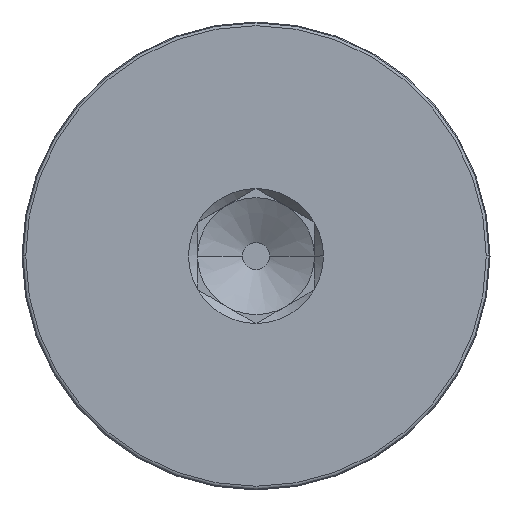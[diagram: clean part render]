
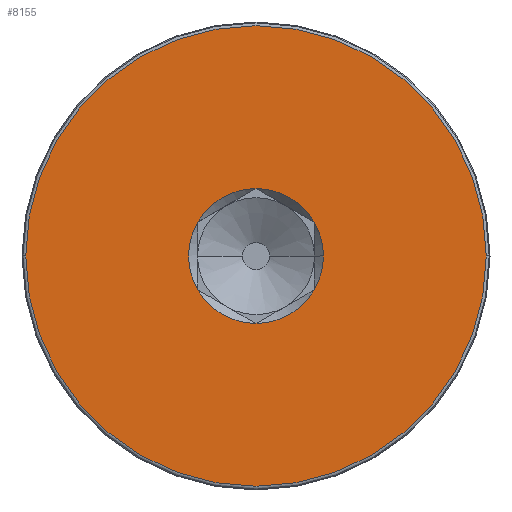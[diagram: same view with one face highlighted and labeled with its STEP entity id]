
A CAD part, top view. The second image highlights one B-rep face of the part: STEP entity #8155.
In plain terms, the highlighted planar face has unit normal (0, 0, 1).
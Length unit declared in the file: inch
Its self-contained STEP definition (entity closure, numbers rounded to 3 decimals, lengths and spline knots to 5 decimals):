
#45 = VERTEX_POINT ( 'NONE', #301 ) ;
#89 = EDGE_CURVE ( 'NONE', #45, #957, #467, .T. ) ;
#301 = CARTESIAN_POINT ( 'NONE',  ( 0., -0.03608, 0.083 ) ) ;
#454 = ORIENTED_EDGE ( 'NONE', *, *, #89, .F. ) ;
#467 = CIRCLE ( 'NONE', #468, 0.03608 ) ;
#468 = AXIS2_PLACEMENT_3D ( 'NONE', #469, #470, #473 ) ;
#469 = CARTESIAN_POINT ( 'NONE',  ( 0., 0., 0.083 ) ) ;
#470 = DIRECTION ( 'NONE',  ( 0., 0., 1. ) ) ;
#473 = DIRECTION ( 'NONE',  ( 1., 0., 0. ) ) ;
#957 = VERTEX_POINT ( 'NONE', #1050 ) ;
#1039 = CIRCLE ( 'NONE', #1040, 0.03608 ) ;
#1040 = AXIS2_PLACEMENT_3D ( 'NONE', #1041, #1042, #1043 ) ;
#1041 = CARTESIAN_POINT ( 'NONE',  ( 0., 0., 0.083 ) ) ;
#1042 = DIRECTION ( 'NONE',  ( 0., 0., 1. ) ) ;
#1043 = DIRECTION ( 'NONE',  ( 1., 0., 0. ) ) ;
#1050 = CARTESIAN_POINT ( 'NONE',  ( 0.03125, -0.01804, 0.083 ) ) ;
#1142 = EDGE_CURVE ( 'NONE', #957, #8684, #1252, .T. ) ;
#1252 = CIRCLE ( 'NONE', #1253, 0.03608 ) ;
#1253 = AXIS2_PLACEMENT_3D ( 'NONE', #1254, #1255, #1256 ) ;
#1254 = CARTESIAN_POINT ( 'NONE',  ( 0., 0., 0.083 ) ) ;
#1255 = DIRECTION ( 'NONE',  ( 0., 0., 1. ) ) ;
#1256 = DIRECTION ( 'NONE',  ( 1., 0., 0. ) ) ;
#2311 = CARTESIAN_POINT ( 'NONE',  ( 0.03125, 0.01804, 0.083 ) ) ;
#2434 = CARTESIAN_POINT ( 'NONE',  ( 0., 0.03608, 0.083 ) ) ;
#2543 = CIRCLE ( 'NONE', #2544, 0.03608 ) ;
#2544 = AXIS2_PLACEMENT_3D ( 'NONE', #2545, #2546, #2547 ) ;
#2545 = CARTESIAN_POINT ( 'NONE',  ( 0., 0., 0.083 ) ) ;
#2546 = DIRECTION ( 'NONE',  ( 0., 0., 1. ) ) ;
#2547 = DIRECTION ( 'NONE',  ( 1., 0., 0. ) ) ;
#2612 = VERTEX_POINT ( 'NONE', #2311 ) ;
#3103 = CARTESIAN_POINT ( 'NONE',  ( -0.03125, -0.01804, 0.083 ) ) ;
#3585 = CIRCLE ( 'NONE', #3586, 0.03608 ) ;
#3586 = AXIS2_PLACEMENT_3D ( 'NONE', #3587, #3588, #3589 ) ;
#3587 = CARTESIAN_POINT ( 'NONE',  ( 0., 0., 0.083 ) ) ;
#3588 = DIRECTION ( 'NONE',  ( 0., 0., 1. ) ) ;
#3589 = DIRECTION ( 'NONE',  ( 1., 0., 0. ) ) ;
#3770 = CARTESIAN_POINT ( 'NONE',  ( 0.03608, 0., 0.083 ) ) ;
#4202 = FACE_BOUND ( 'NONE', #8125, .T. ) ;
#4203 = FACE_OUTER_BOUND ( 'NONE', #5860, .T. ) ;
#4204 = PLANE ( 'NONE',  #4205 ) ;
#4205 = AXIS2_PLACEMENT_3D ( 'NONE', #4206, #4207, #4208 ) ;
#4206 = CARTESIAN_POINT ( 'NONE',  ( 0., 0., 0.083 ) ) ;
#4207 = DIRECTION ( 'NONE',  ( 0., 0., 1. ) ) ;
#4208 = DIRECTION ( 'NONE',  ( 1., 0., 0. ) ) ;
#4472 = EDGE_CURVE ( 'NONE', #8352, #8219, #4584, .T. ) ;
#4584 = CIRCLE ( 'NONE', #4585, 0.12311 ) ;
#4585 = AXIS2_PLACEMENT_3D ( 'NONE', #4586, #4587, #4588 ) ;
#4586 = CARTESIAN_POINT ( 'NONE',  ( 0., 0., 0.083 ) ) ;
#4587 = DIRECTION ( 'NONE',  ( 0., 0., 1. ) ) ;
#4588 = DIRECTION ( 'NONE',  ( 1., 0., 0. ) ) ;
#4721 = CARTESIAN_POINT ( 'NONE',  ( 0.12311, 0., 0.083 ) ) ;
#4836 = ORIENTED_EDGE ( 'NONE', *, *, #4472, .T. ) ;
#4875 = CIRCLE ( 'NONE', #4876, 0.12311 ) ;
#4876 = AXIS2_PLACEMENT_3D ( 'NONE', #4877, #4878, #4879 ) ;
#4877 = CARTESIAN_POINT ( 'NONE',  ( 0., 0., 0.083 ) ) ;
#4878 = DIRECTION ( 'NONE',  ( 0., 0., 1. ) ) ;
#4879 = DIRECTION ( 'NONE',  ( 1., 0., 0. ) ) ;
#5342 = ORIENTED_EDGE ( 'NONE', *, *, #8250, .T. ) ;
#5385 = CARTESIAN_POINT ( 'NONE',  ( -0.12311, 0., 0.083 ) ) ;
#5681 = CIRCLE ( 'NONE', #5682, 0.03608 ) ;
#5682 = AXIS2_PLACEMENT_3D ( 'NONE', #5683, #5684, #5685 ) ;
#5683 = CARTESIAN_POINT ( 'NONE',  ( 0., 0., 0.083 ) ) ;
#5684 = DIRECTION ( 'NONE',  ( 0., 0., 1. ) ) ;
#5685 = DIRECTION ( 'NONE',  ( 1., 0., 0. ) ) ;
#5860 = EDGE_LOOP ( 'NONE', ( #5342, #4836 ) ) ;
#6549 = CARTESIAN_POINT ( 'NONE',  ( -0.03125, 0.01804, 0.083 ) ) ;
#6686 = CIRCLE ( 'NONE', #6690, 0.03608 ) ;
#6690 = AXIS2_PLACEMENT_3D ( 'NONE', #6691, #6692, #6693 ) ;
#6691 = CARTESIAN_POINT ( 'NONE',  ( 0., 0., 0.083 ) ) ;
#6692 = DIRECTION ( 'NONE',  ( 0., 0., 1. ) ) ;
#6693 = DIRECTION ( 'NONE',  ( 1., 0., 0. ) ) ;
#7752 = EDGE_CURVE ( 'NONE', #8684, #2612, #1039, .T. ) ;
#7824 = ORIENTED_EDGE ( 'NONE', *, *, #1142, .F. ) ;
#7898 = ORIENTED_EDGE ( 'NONE', *, *, #7752, .F. ) ;
#7979 = VERTEX_POINT ( 'NONE', #2434 ) ;
#8007 = EDGE_CURVE ( 'NONE', #2612, #7979, #2543, .T. ) ;
#8057 = ORIENTED_EDGE ( 'NONE', *, *, #8007, .F. ) ;
#8125 = EDGE_LOOP ( 'NONE', ( #8057, #7898, #7824, #454, #8720, #8585, #8448 ) ) ;
#8155 = ADVANCED_FACE ( 'NONE', ( #4202, #4203 ), #4204, .T. ) ;
#8219 = VERTEX_POINT ( 'NONE', #4721 ) ;
#8250 = EDGE_CURVE ( 'NONE', #8219, #8352, #4875, .T. ) ;
#8352 = VERTEX_POINT ( 'NONE', #5385 ) ;
#8394 = EDGE_CURVE ( 'NONE', #7979, #8515, #5681, .T. ) ;
#8448 = ORIENTED_EDGE ( 'NONE', *, *, #8394, .F. ) ;
#8515 = VERTEX_POINT ( 'NONE', #6549 ) ;
#8543 = EDGE_CURVE ( 'NONE', #8515, #8642, #6686, .T. ) ;
#8585 = ORIENTED_EDGE ( 'NONE', *, *, #8543, .F. ) ;
#8642 = VERTEX_POINT ( 'NONE', #3103 ) ;
#8672 = EDGE_CURVE ( 'NONE', #8642, #45, #3585, .T. ) ;
#8684 = VERTEX_POINT ( 'NONE', #3770 ) ;
#8720 = ORIENTED_EDGE ( 'NONE', *, *, #8672, .F. ) ;
